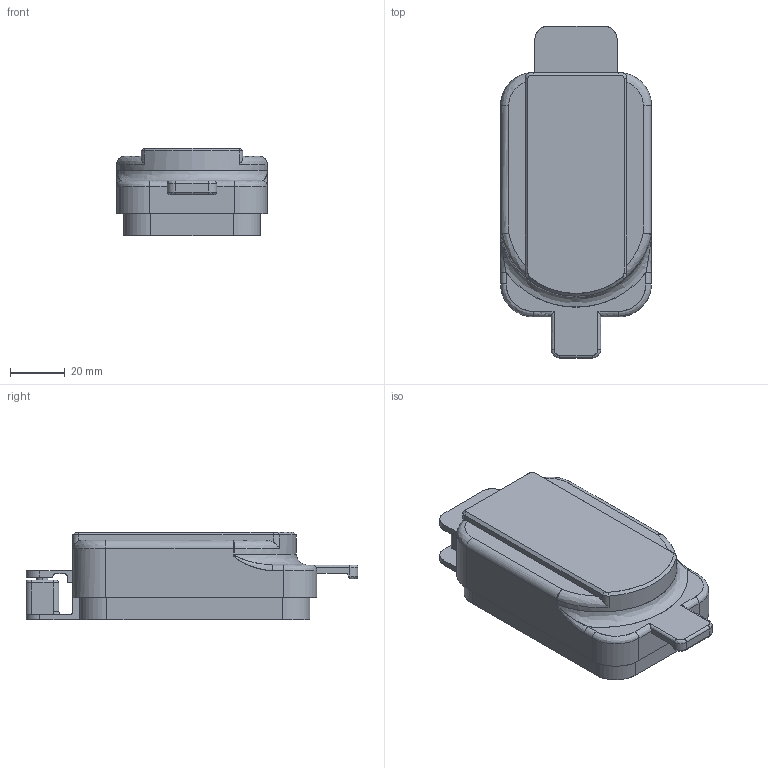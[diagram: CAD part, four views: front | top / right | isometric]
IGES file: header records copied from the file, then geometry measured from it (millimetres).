
Start section: SolidWorks IGES file using analytic representation for surfaces
Global section: file name: A-372-RC-2-F.IGS,15; native system: HSolidWorks 2007; preprocessor: SolidWorks 2007; author: nhaneda; date: 100416.154047; units: millimetre
Bounding box: 55 x 121 x 32 mm (x, y, z)
Surface area: 38091.2 mm2 (no closed solid volume)
Topology: 0 solids, 0 shells, 207 faces, 2258 edges, 2256 vertices
Faces by surface type: bspline 114, revolution 93
